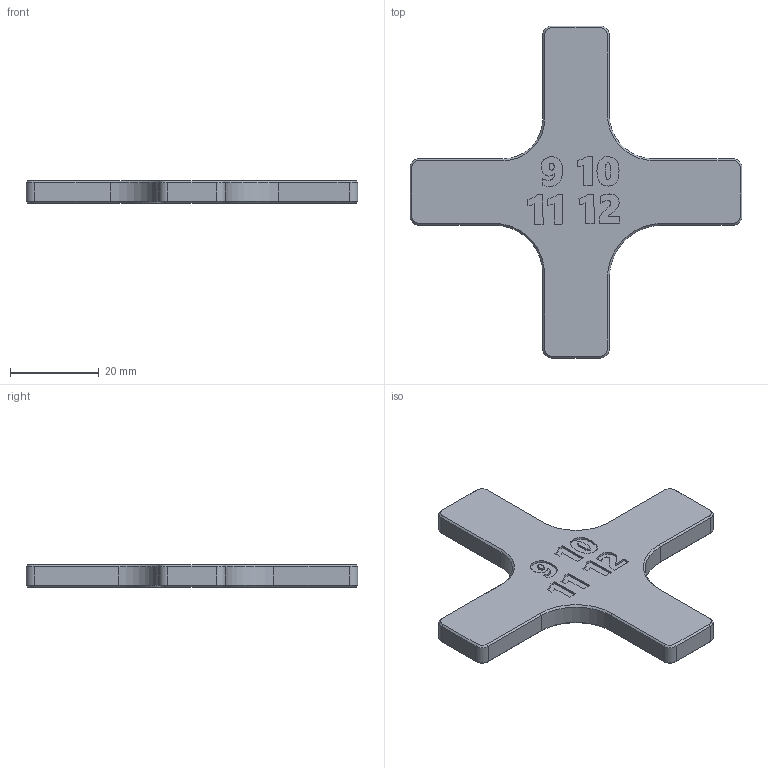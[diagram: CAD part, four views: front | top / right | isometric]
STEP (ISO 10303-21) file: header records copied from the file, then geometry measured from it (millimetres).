
FILE_DESCRIPTION(/* description */ (''),/* implementation_level */ '2;1');
FILE_NAME(/* name */ '9-12mm Radius Tool.step',/* time_stamp */ '2024-04-15T14:44:23-07:00',/* author */ (''),/* organization */ (''),/* preprocessor_version */ 'ST-DEVELOPER v20',/* originating_system */ 'Autodesk Translation Framework v12.20.1.177',/* authorisation */ '');
FILE_SCHEMA (('AUTOMOTIVE_DESIGN { 1 0 10303 214 3 1 1 }'));
Length unit declared in the file: millimetre
Products named in the file (1): 9-12mm Radius Tool
Bounding box: 75 x 75 x 5 mm (x, y, z)
Volume: 10462.5 mm3; surface area: 5555.8 mm2
Topology: 1 solids, 1 shells, 180 faces, 459 edges, 290 vertices
Faces by surface type: plane 74, bspline 70, cone 24, cylinder 12
Entity records: 6040 total; most frequent: CARTESIAN_POINT 2120, ORIENTED_EDGE 918, DIRECTION 589, EDGE_CURVE 459, VERTEX_POINT 290, LINE 271, VECTOR 271, EDGE_LOOP 189
